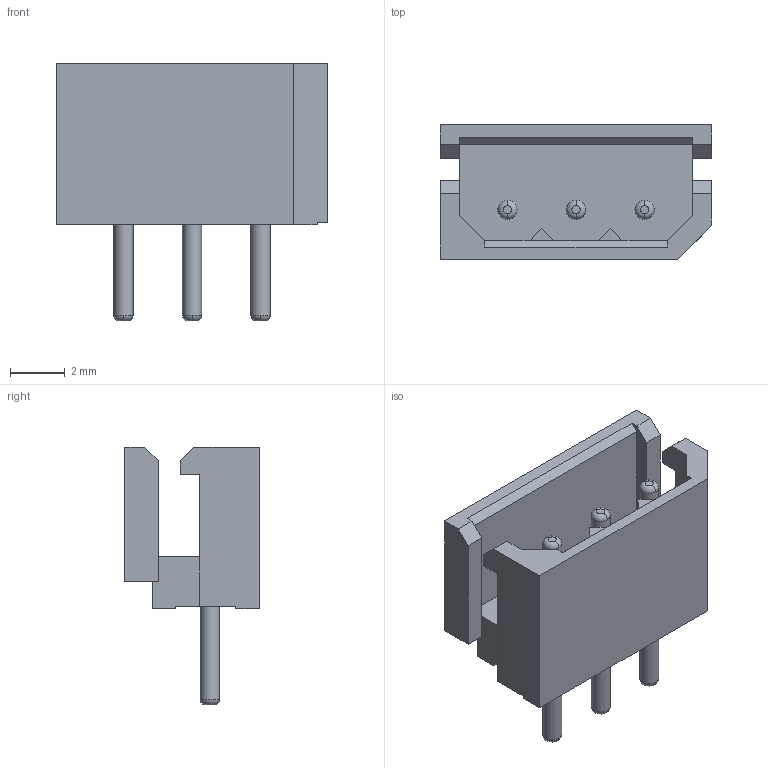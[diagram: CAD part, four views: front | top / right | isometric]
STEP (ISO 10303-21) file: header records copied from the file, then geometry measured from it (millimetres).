
FILE_DESCRIPTION(/* description */ ('STEP AP214'),/* implementation_level */ '2;1');
FILE_NAME(/* name */ '60f5e4971c50256bf850aafe',/* time_stamp */ '2021-07-19T20:46:17+00:00',/* author */ (''),/* organization */ (''),/* preprocessor_version */ 'ST-DEVELOPER v18.1',/* originating_system */ ' ',/* authorisation */ ' ');
FILE_SCHEMA (('AUTOMOTIVE_DESIGN {1 0 10303 214 3 1 1}'));
Length unit declared in the file: metre
Products named in the file (4): PIN 3; PIN 2; PIN 1; BASE
Bounding box: 9.9 x 4.9 x 9.4 mm (x, y, z)
Volume: 151.1 mm3; surface area: 415.4 mm2
Topology: 4 solids, 4 shells, 75 faces, 188 edges, 121 vertices
Faces by surface type: plane 57, torus 12, cylinder 6
Full cylindrical faces by diameter (mm): 0.7 x6
Entity records: 2281 total; most frequent: DIRECTION 379, CARTESIAN_POINT 376, ORIENTED_EDGE 358, EDGE_CURVE 179, LINE 137, VECTOR 137, AXIS2_PLACEMENT_3D 121, VERTEX_POINT 118
